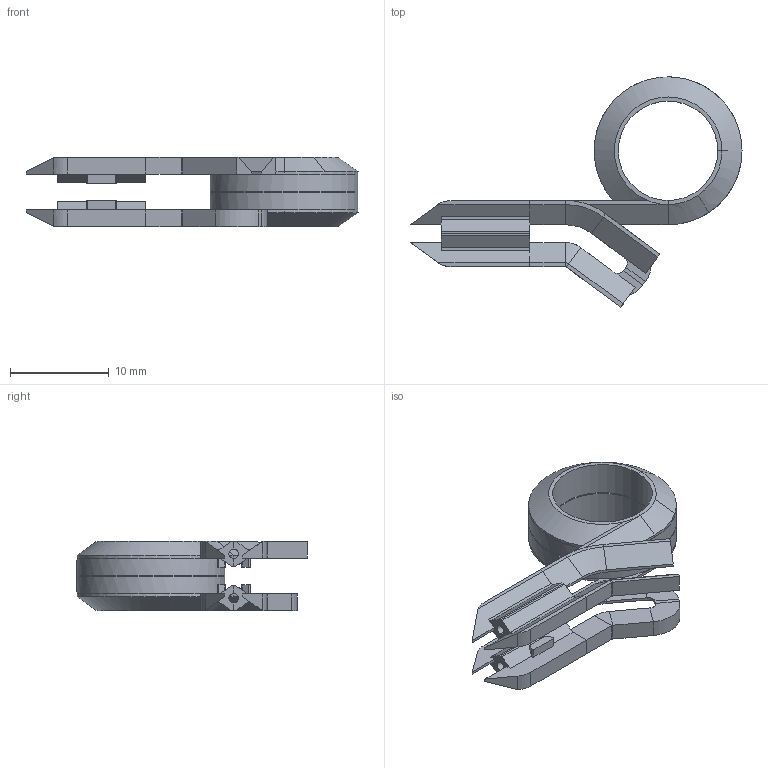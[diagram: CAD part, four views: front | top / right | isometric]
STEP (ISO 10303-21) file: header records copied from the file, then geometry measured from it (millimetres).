
FILE_DESCRIPTION(/* description */ (''),/* implementation_level */ '2;1');
FILE_NAME(/* name */ 'TRIDENT',/* time_stamp */ '2026-01-29T15:31:23+01:00',/* author */ ('Raaf Fennis'),/* organization */ ('Unbinare'),/* preprocessor_version */ 'ST-DEVELOPER v19.2',/* originating_system */ 'Unbinare Workstation',/* authorisation */ 'CERN-OHL-S');
FILE_SCHEMA (('AP242_MANAGED_MODEL_BASED_3D_ENGINEERING_MIM_LF { 1 0 10303 442 3 1 4 }'));
Length unit declared in the file: millimetre
Products named in the file (1): Document
Bounding box: 33.69 x 23.36 x 7.06 mm (x, y, z)
Volume: 898.7 mm3; surface area: 1864.4 mm2
Topology: 2 solids, 2 shells, 205 faces, 499 edges, 295 vertices
Faces by surface type: plane 146, cylinder 48, bspline 11
Full cylindrical faces by diameter (mm): 10.1 x2, 11.55 x1, 11.75 x1, 13.35 x1, 13.55 x1, 15 x2
Entity records: 6052 total; most frequent: CARTESIAN_POINT 2219, ORIENTED_EDGE 998, EDGE_CURVE 499, B_SPLINE_CURVE_WITH_KNOTS 389, DIRECTION 358, VERTEX_POINT 295, AXIS2_PLACEMENT_3D 276, EDGE_LOOP 212
